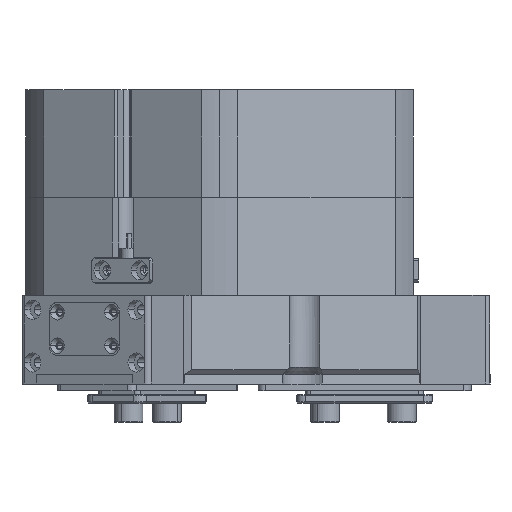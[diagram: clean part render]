
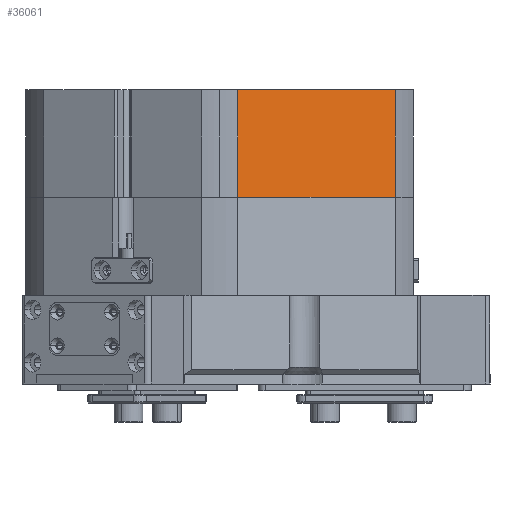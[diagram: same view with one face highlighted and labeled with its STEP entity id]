
A CAD part, front view. The second image highlights one B-rep face of the part: STEP entity #36061.
In plain terms, the highlighted face is planar.
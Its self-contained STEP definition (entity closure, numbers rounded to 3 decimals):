
#1220 = DIRECTION ( 'NONE',  ( 0.5, -0.866, 0. ) ) ;
#3383 = ORIENTED_EDGE ( 'NONE', *, *, #4787, .F. ) ;
#4787 = EDGE_CURVE ( 'NONE', #58479, #63896, #61065, .T. ) ;
#8415 = ORIENTED_EDGE ( 'NONE', *, *, #29779, .T. ) ;
#8586 = VERTEX_POINT ( 'NONE', #13552 ) ;
#8701 = DIRECTION ( 'NONE',  ( 0., 0., -1. ) ) ;
#9161 = VECTOR ( 'NONE', #52649, 1000. ) ;
#9812 = PLANE ( 'NONE',  #12750 ) ;
#12340 = CARTESIAN_POINT ( 'NONE',  ( -51.114, -73.469, 45. ) ) ;
#12750 = AXIS2_PLACEMENT_3D ( 'NONE', #61386, #56419, #41059 ) ;
#13552 = CARTESIAN_POINT ( 'NONE',  ( -89.183, -7.531, 0. ) ) ;
#15604 = VECTOR ( 'NONE', #1220, 1000. ) ;
#15941 = CARTESIAN_POINT ( 'NONE',  ( -51.114, -73.469, 0. ) ) ;
#17168 = CARTESIAN_POINT ( 'NONE',  ( -94.756, 2.122, 45. ) ) ;
#17468 = LINE ( 'NONE', #39748, #32858 ) ;
#17605 = CARTESIAN_POINT ( 'NONE',  ( -51.114, -73.469, 45. ) ) ;
#19702 = EDGE_CURVE ( 'NONE', #50223, #63896, #27832, .T. ) ;
#20499 = LINE ( 'NONE', #32335, #15604 ) ;
#20844 = EDGE_LOOP ( 'NONE', ( #43017, #3383, #8415, #38620 ) ) ;
#27832 = LINE ( 'NONE', #12340, #9161 ) ;
#28022 = CARTESIAN_POINT ( 'NONE',  ( -89.183, -7.531, 45. ) ) ;
#29779 = EDGE_CURVE ( 'NONE', #58479, #8586, #17468, .T. ) ;
#32335 = CARTESIAN_POINT ( 'NONE',  ( -94.756, 2.122, 0. ) ) ;
#32858 = VECTOR ( 'NONE', #8701, 1000. ) ;
#36061 = ADVANCED_FACE ( 'NONE', ( #44951 ), #9812, .F. ) ;
#37968 = DIRECTION ( 'NONE',  ( 0.5, -0.866, 0. ) ) ;
#38620 = ORIENTED_EDGE ( 'NONE', *, *, #45987, .T. ) ;
#39748 = CARTESIAN_POINT ( 'NONE',  ( -89.183, -7.531, 45. ) ) ;
#41059 = DIRECTION ( 'NONE',  ( -0.5, 0.866, 0. ) ) ;
#43017 = ORIENTED_EDGE ( 'NONE', *, *, #19702, .T. ) ;
#44951 = FACE_OUTER_BOUND ( 'NONE', #20844, .T. ) ;
#45987 = EDGE_CURVE ( 'NONE', #8586, #50223, #20499, .T. ) ;
#48124 = VECTOR ( 'NONE', #37968, 1000. ) ;
#50223 = VERTEX_POINT ( 'NONE', #15941 ) ;
#52649 = DIRECTION ( 'NONE',  ( 0., 0., 1. ) ) ;
#56419 = DIRECTION ( 'NONE',  ( 0.866, 0.5, 0. ) ) ;
#58479 = VERTEX_POINT ( 'NONE', #28022 ) ;
#61065 = LINE ( 'NONE', #17168, #48124 ) ;
#61386 = CARTESIAN_POINT ( 'NONE',  ( -94.756, 2.122, 45.001 ) ) ;
#63896 = VERTEX_POINT ( 'NONE', #17605 ) ;
